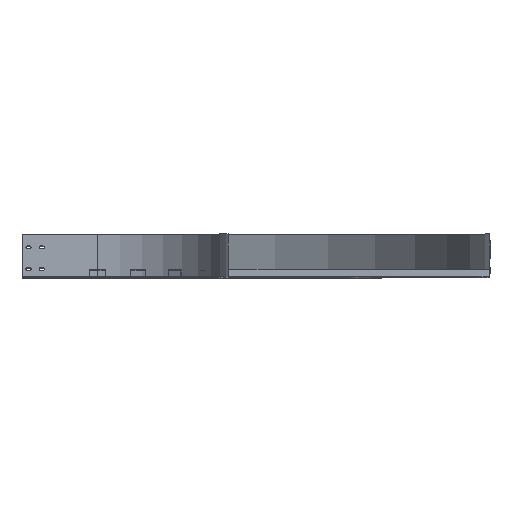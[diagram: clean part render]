
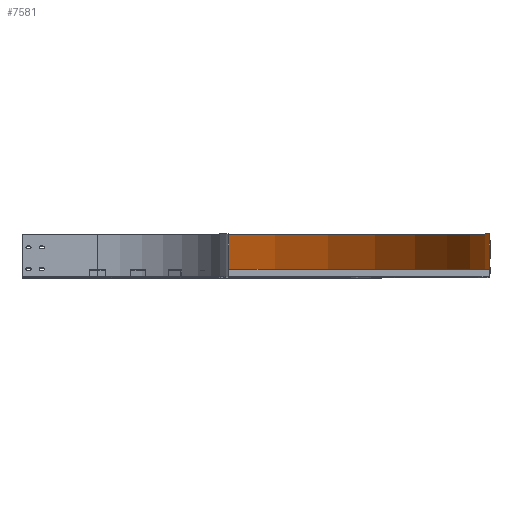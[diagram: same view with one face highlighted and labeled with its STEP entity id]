
A CAD part, top view. The second image highlights one B-rep face of the part: STEP entity #7581.
In plain terms, the highlighted cylindrical face has radius 898.8 mm (diameter 1797.6 mm), a partial arc.
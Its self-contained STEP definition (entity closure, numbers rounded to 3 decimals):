
#1145 = DIRECTION ( 'NONE',  ( 0., 1., 0. ) ) ;
#1150 = CARTESIAN_POINT ( 'NONE',  ( -300., -41.13, -1071.8 ) ) ;
#1154 = DIRECTION ( 'NONE',  ( 0., 1., 0. ) ) ;
#1155 = CARTESIAN_POINT ( 'NONE',  ( 598.8, -41.13, -173. ) ) ;
#1156 = CARTESIAN_POINT ( 'NONE',  ( -300., -41.13, -173. ) ) ;
#1157 = DIRECTION ( 'NONE',  ( 0., -1., 0. ) ) ;
#1158 = DIRECTION ( 'NONE',  ( 1., 0., 0. ) ) ;
#1160 = CARTESIAN_POINT ( 'NONE',  ( -300., 57.07, -173. ) ) ;
#1161 = DIRECTION ( 'NONE',  ( 0., -1., 0. ) ) ;
#1162 = DIRECTION ( 'NONE',  ( 1., 0., 0. ) ) ;
#1505 = FACE_OUTER_BOUND ( 'NONE', #7296, .T. ) ;
#1512 = CYLINDRICAL_SURFACE ( 'NONE', #4444, 898.8 ) ;
#2289 = CARTESIAN_POINT ( 'NONE',  ( -300., -41.13, -1071.8 ) ) ;
#2294 = CARTESIAN_POINT ( 'NONE',  ( -300., 57.07, -1071.8 ) ) ;
#2299 = CARTESIAN_POINT ( 'NONE',  ( 598.8, -41.13, -173. ) ) ;
#2300 = CARTESIAN_POINT ( 'NONE',  ( 598.8, 57.07, -173. ) ) ;
#2410 = DIRECTION ( 'NONE',  ( 1., 0., 0. ) ) ;
#2415 = DIRECTION ( 'NONE',  ( 0., -1., 0. ) ) ;
#2417 = CARTESIAN_POINT ( 'NONE',  ( -300., 0., -173. ) ) ;
#3374 = ORIENTED_EDGE ( 'NONE', *, *, #6394, .F. ) ;
#3375 = ORIENTED_EDGE ( 'NONE', *, *, #6395, .T. ) ;
#3376 = ORIENTED_EDGE ( 'NONE', *, *, #6396, .T. ) ;
#3377 = ORIENTED_EDGE ( 'NONE', *, *, #6397, .F. ) ;
#4392 = AXIS2_PLACEMENT_3D ( 'NONE', #1156, #1157, #1158 ) ;
#4393 = AXIS2_PLACEMENT_3D ( 'NONE', #1160, #1161, #1162 ) ;
#4444 = AXIS2_PLACEMENT_3D ( 'NONE', #2417, #2415, #2410 ) ;
#5525 = LINE ( 'NONE', #1150, #5530 ) ;
#5528 = CIRCLE ( 'NONE', #4392, 898.8 ) ;
#5529 = LINE ( 'NONE', #1155, #5533 ) ;
#5530 = VECTOR ( 'NONE', #1145, 1000. ) ;
#5532 = CIRCLE ( 'NONE', #4393, 898.8 ) ;
#5533 = VECTOR ( 'NONE', #1154, 1000. ) ;
#6394 = EDGE_CURVE ( 'NONE', #7170, #7174, #5525, .T. ) ;
#6395 = EDGE_CURVE ( 'NONE', #7170, #7179, #5528, .T. ) ;
#6396 = EDGE_CURVE ( 'NONE', #7179, #7180, #5529, .T. ) ;
#6397 = EDGE_CURVE ( 'NONE', #7174, #7180, #5532, .T. ) ;
#7170 = VERTEX_POINT ( 'NONE', #2289 ) ;
#7174 = VERTEX_POINT ( 'NONE', #2294 ) ;
#7179 = VERTEX_POINT ( 'NONE', #2299 ) ;
#7180 = VERTEX_POINT ( 'NONE', #2300 ) ;
#7296 = EDGE_LOOP ( 'NONE', ( #3374, #3375, #3376, #3377 ) ) ;
#7581 = ADVANCED_FACE ( 'NONE', ( #1505 ), #1512, .F. ) ;
